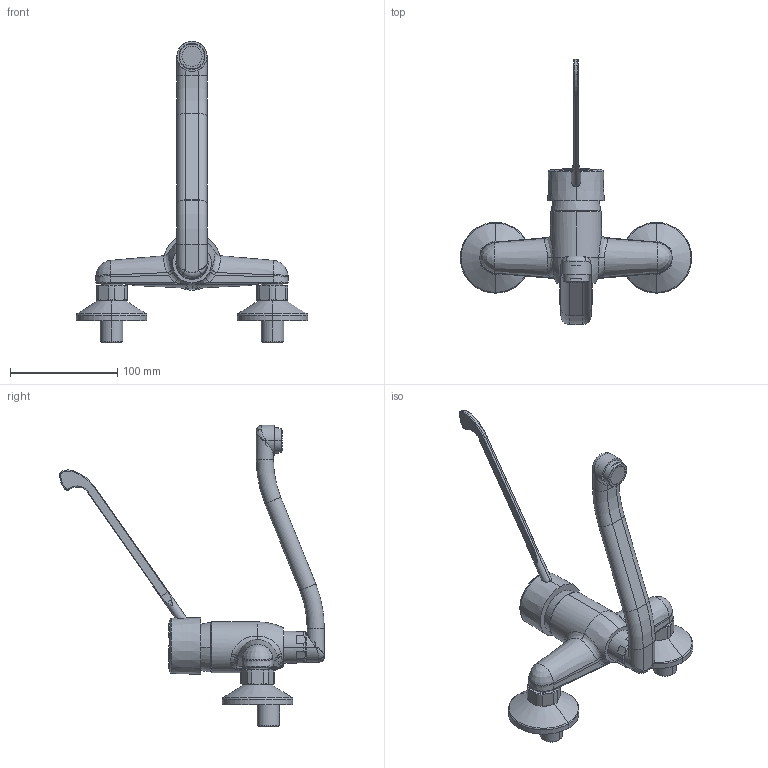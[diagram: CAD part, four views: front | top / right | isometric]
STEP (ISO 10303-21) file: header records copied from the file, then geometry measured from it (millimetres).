
FILE_DESCRIPTION((''),'2;1');
FILE_NAME('PE302CR_SW0001','2024-09-23T16:37:33',('alberto.gaboardi'),('PAFFONI SpA'),'CREO PARAMETRIC BY PTC INC, 2022124','CREO PARAMETRIC BY PTC INC, 2022124','');
FILE_SCHEMA(('CONFIG_CONTROL_DESIGN','SHAPE_APPEARANCE_LAYERS_GROUPS'));
Length unit declared in the file: millimetre
Products named in the file (1): PE302CR_SW0001
Bounding box: 216 x 246.88 x 281 mm (x, y, z)
Volume: 440745.3 mm3; surface area: 99896.8 mm2
Topology: 4 solids, 16 shells, 1268 faces, 3564 edges, 2323 vertices
Faces by surface type: plane 972, cylinder 107, bspline 69, cone 58, torus 46, sphere 16
Entity records: 50661 total; most frequent: CARTESIAN_POINT 14046, ORIENTED_EDGE 7108, DIRECTION 7013, EDGE_CURVE 3554, AXIS2_PLACEMENT_3D 2535, VERTEX_POINT 2322, VECTOR 1943, LINE 1943
